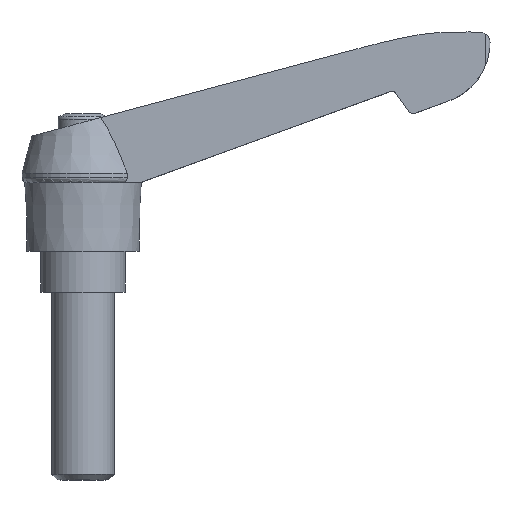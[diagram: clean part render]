
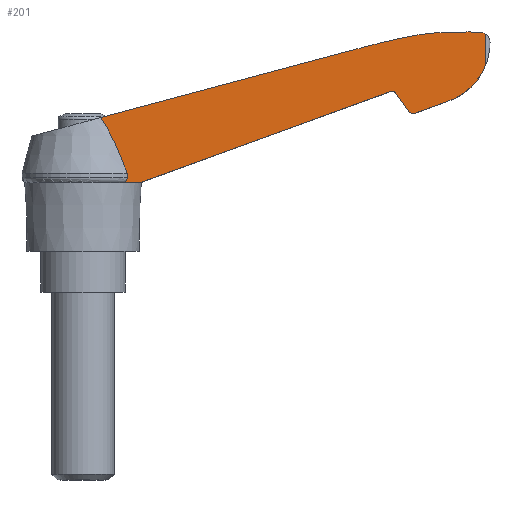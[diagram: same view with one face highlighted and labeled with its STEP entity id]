
A CAD part, top view. The second image highlights one B-rep face of the part: STEP entity #201.
In plain terms, the highlighted planar face has unit normal (0.034, 0, 0.999).
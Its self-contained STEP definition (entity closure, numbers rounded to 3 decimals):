
#201 = ADVANCED_FACE( '', ( #436 ), #437, .F. );
#436 = FACE_OUTER_BOUND( '', #702, .T. );
#437 = PLANE( '', #703 );
#702 = EDGE_LOOP( '', ( #1247, #1248, #1249, #1250, #1251, #1252, #1253, #1254, #1255, #1256, #1257, #1258, #1259, #1260, #1261, #1262 ) );
#703 = AXIS2_PLACEMENT_3D( '', #1263, #1264, #1265 );
#1247 = ORIENTED_EDGE( '', *, *, #1625, .F. );
#1248 = ORIENTED_EDGE( '', *, *, #1804, .T. );
#1249 = ORIENTED_EDGE( '', *, *, #1805, .F. );
#1250 = ORIENTED_EDGE( '', *, *, #1806, .F. );
#1251 = ORIENTED_EDGE( '', *, *, #1807, .T. );
#1252 = ORIENTED_EDGE( '', *, *, #1702, .F. );
#1253 = ORIENTED_EDGE( '', *, *, #1652, .F. );
#1254 = ORIENTED_EDGE( '', *, *, #1723, .F. );
#1255 = ORIENTED_EDGE( '', *, *, #1622, .F. );
#1256 = ORIENTED_EDGE( '', *, *, #1630, .F. );
#1257 = ORIENTED_EDGE( '', *, *, #1641, .F. );
#1258 = ORIENTED_EDGE( '', *, *, #1808, .F. );
#1259 = ORIENTED_EDGE( '', *, *, #1809, .F. );
#1260 = ORIENTED_EDGE( '', *, *, #1802, .F. );
#1261 = ORIENTED_EDGE( '', *, *, #1810, .F. );
#1262 = ORIENTED_EDGE( '', *, *, #1780, .F. );
#1263 = CARTESIAN_POINT( '', ( 0., 46.5, 6.943 ) );
#1264 = DIRECTION( '', ( -0.034, 0., -0.999 ) );
#1265 = DIRECTION( '', ( -0.999, 0., 0.034 ) );
#1622 = EDGE_CURVE( '', #1954, #1936, #1956, .T. );
#1625 = EDGE_CURVE( '', #1959, #1961, #1962, .T. );
#1630 = EDGE_CURVE( '', #1967, #1954, #1969, .T. );
#1641 = EDGE_CURVE( '', #1984, #1967, #1986, .T. );
#1652 = EDGE_CURVE( '', #2001, #1996, #2003, .T. );
#1702 = EDGE_CURVE( '', #1996, #2085, #2089, .T. );
#1723 = EDGE_CURVE( '', #1936, #2001, #2120, .T. );
#1780 = EDGE_CURVE( '', #1961, #2206, #2209, .T. );
#1802 = EDGE_CURVE( '', #2234, #2229, #2236, .T. );
#1804 = EDGE_CURVE( '', #1959, #2238, #2239, .T. );
#1805 = EDGE_CURVE( '', #2240, #2238, #2241, .T. );
#1806 = EDGE_CURVE( '', #2242, #2240, #2243, .T. );
#1807 = EDGE_CURVE( '', #2242, #2085, #2244, .T. );
#1808 = EDGE_CURVE( '', #2245, #1984, #2246, .T. );
#1809 = EDGE_CURVE( '', #2229, #2245, #2247, .T. );
#1810 = EDGE_CURVE( '', #2206, #2234, #2248, .T. );
#1936 = VERTEX_POINT( '', #2426 );
#1954 = VERTEX_POINT( '', #2466 );
#1956 = ELLIPSE( '', #2491, 10.006, 10. );
#1959 = VERTEX_POINT( '', #2494 );
#1961 = VERTEX_POINT( '', #2496 );
#1962 = LINE( '', #2497, #2498 );
#1967 = VERTEX_POINT( '', #2504 );
#1969 = LINE( '', #2515, #2516 );
#1984 = VERTEX_POINT( '', #2542 );
#1986 = ELLIPSE( '', #2545, 1.601, 1.6 );
#1996 = VERTEX_POINT( '', #2557 );
#2001 = VERTEX_POINT( '', #2563 );
#2003 = ELLIPSE( '', #2566, 1.001, 1. );
#2085 = VERTEX_POINT( '', #2671 );
#2089 = LINE( '', #2677, #2678 );
#2120 = LINE( '', #2735, #2736 );
#2206 = VERTEX_POINT( '', #2853 );
#2209 = B_SPLINE_CURVE_WITH_KNOTS( '', 3, ( #2865, #2866, #2867, #2868, #2869, #2870, #2871, #2872, #2873, #2874, #2875, #2876 ), .UNSPECIFIED., .F., .F., ( 4, 2, 2, 2, 2, 4 ), ( 0., 0.002, 0.005, 0.007, 0.009, 0.01 ), .UNSPECIFIED. );
#2229 = VERTEX_POINT( '', #2904 );
#2234 = VERTEX_POINT( '', #2910 );
#2236 = ELLIPSE( '', #2913, 141.08, 141. );
#2238 = VERTEX_POINT( '', #2915 );
#2239 = B_SPLINE_CURVE_WITH_KNOTS( '', 3, ( #2916, #2917, #2918, #2919, #2920, #2921 ), .UNSPECIFIED., .F., .F., ( 4, 2, 4 ), ( 0., 0.001, 0.001 ), .UNSPECIFIED. );
#2240 = VERTEX_POINT( '', #2922 );
#2241 = LINE( '', #2923, #2924 );
#2242 = VERTEX_POINT( '', #2925 );
#2243 = LINE( '', #2926, #2927 );
#2244 = ELLIPSE( '', #2928, 0.7, 0.7 );
#2245 = VERTEX_POINT( '', #2929 );
#2246 = ELLIPSE( '', #2930, 35.02, 35. );
#2247 = ELLIPSE( '', #2931, 35.02, 35. );
#2248 = LINE( '', #2932, #2933 );
#2426 = CARTESIAN_POINT( '', ( 57.9, 30.347, 4.99 ) );
#2466 = CARTESIAN_POINT( '', ( 64.324, 36.302, 4.773 ) );
#2491 = AXIS2_PLACEMENT_3D( '', #3091, #3092, #3093 );
#2494 = CARTESIAN_POINT( '', ( 7.079, 18.24, 6.704 ) );
#2496 = CARTESIAN_POINT( '', ( 7.079, 19., 6.704 ) );
#2497 = CARTESIAN_POINT( '', ( 7.079, 55.578, 6.704 ) );
#2498 = VECTOR( '', #3097, 1000. );
#2504 = CARTESIAN_POINT( '', ( 64.324, 41.207, 4.773 ) );
#2515 = CARTESIAN_POINT( '', ( 64.324, 46.5, 4.773 ) );
#2516 = VECTOR( '', #3102, 1000. );
#2542 = CARTESIAN_POINT( '', ( 63.6, 41.487, 4.797 ) );
#2545 = AXIS2_PLACEMENT_3D( '', #3115, #3116, #3117 );
#2557 = CARTESIAN_POINT( '', ( 51.927, 28.962, 5.191 ) );
#2563 = CARTESIAN_POINT( '', ( 53.088, 28.596, 5.152 ) );
#2566 = AXIS2_PLACEMENT_3D( '', #3131, #3132, #3133 );
#2671 = CARTESIAN_POINT( '', ( 49.953, 31.781, 5.258 ) );
#2677 = CARTESIAN_POINT( '', ( 49.903, 31.852, 5.259 ) );
#2678 = VECTOR( '', #3198, 1000. );
#2735 = CARTESIAN_POINT( '', ( 52.951, 28.546, 5.156 ) );
#2736 = VECTOR( '', #3222, 1000. );
#2853 = CARTESIAN_POINT( '', ( 2.77, 27.859, 6.849 ) );
#2865 = CARTESIAN_POINT( '', ( 7.079, 19., 6.704 ) );
#2866 = CARTESIAN_POINT( '', ( 6.787, 19.77, 6.714 ) );
#2867 = CARTESIAN_POINT( '', ( 6.487, 20.537, 6.724 ) );
#2868 = CARTESIAN_POINT( '', ( 5.863, 22.061, 6.745 ) );
#2869 = CARTESIAN_POINT( '', ( 5.539, 22.819, 6.756 ) );
#2870 = CARTESIAN_POINT( '', ( 4.854, 24.317, 6.779 ) );
#2871 = CARTESIAN_POINT( '', ( 4.492, 25.057, 6.791 ) );
#2872 = CARTESIAN_POINT( '', ( 3.899, 26.141, 6.811 ) );
#2873 = CARTESIAN_POINT( '', ( 3.693, 26.497, 6.818 ) );
#2874 = CARTESIAN_POINT( '', ( 3.254, 27.194, 6.833 ) );
#2875 = CARTESIAN_POINT( '', ( 3.022, 27.535, 6.841 ) );
#2876 = CARTESIAN_POINT( '', ( 2.77, 27.859, 6.849 ) );
#2904 = CARTESIAN_POINT( '', ( 53., 41., 5.155 ) );
#2910 = CARTESIAN_POINT( '', ( 43.4, 38.746, 5.479 ) );
#2913 = AXIS2_PLACEMENT_3D( '', #3321, #3322, #3323 );
#2915 = CARTESIAN_POINT( '', ( 6.456, 17.5, 6.725 ) );
#2916 = CARTESIAN_POINT( '', ( 7.079, 18.24, 6.704 ) );
#2917 = CARTESIAN_POINT( '', ( 7.06, 18.071, 6.705 ) );
#2918 = CARTESIAN_POINT( '', ( 6.979, 17.916, 6.707 ) );
#2919 = CARTESIAN_POINT( '', ( 6.752, 17.666, 6.715 ) );
#2920 = CARTESIAN_POINT( '', ( 6.61, 17.571, 6.72 ) );
#2921 = CARTESIAN_POINT( '', ( 6.456, 17.5, 6.725 ) );
#2922 = CARTESIAN_POINT( '', ( 9.2, 17.5, 6.633 ) );
#2923 = CARTESIAN_POINT( '', ( -0.095, 17.5, 6.946 ) );
#2924 = VECTOR( '', #3324, 1000. );
#2925 = CARTESIAN_POINT( '', ( 49.14, 32.037, 5.285 ) );
#2926 = CARTESIAN_POINT( '', ( 9.107, 17.466, 6.636 ) );
#2927 = VECTOR( '', #3325, 1000. );
#2928 = AXIS2_PLACEMENT_3D( '', #3326, #3327, #3328 );
#2929 = CARTESIAN_POINT( '', ( 59.7, 41.5, 4.929 ) );
#2930 = AXIS2_PLACEMENT_3D( '', #3329, #3330, #3331 );
#2931 = AXIS2_PLACEMENT_3D( '', #3332, #3333, #3334 );
#2932 = CARTESIAN_POINT( '', ( 43.266, 38.71, 5.483 ) );
#2933 = VECTOR( '', #3335, 1000. );
#3091 = CARTESIAN_POINT( '', ( 55., 39.917, 5.087 ) );
#3092 = DIRECTION( '', ( -0.034, 0., -0.999 ) );
#3093 = DIRECTION( '', ( 0.999, 0., -0.034 ) );
#3097 = DIRECTION( '', ( 0., 1., 0. ) );
#3102 = DIRECTION( '', ( 0., -1., 0. ) );
#3115 = CARTESIAN_POINT( '', ( 63.4, 39.9, 4.804 ) );
#3116 = DIRECTION( '', ( -0.034, 0., -0.999 ) );
#3117 = DIRECTION( '', ( 0.999, 0., -0.034 ) );
#3131 = CARTESIAN_POINT( '', ( 52.746, 29.535, 5.163 ) );
#3132 = DIRECTION( '', ( -0.034, 0., -0.999 ) );
#3133 = DIRECTION( '', ( 0.999, 0., -0.034 ) );
#3198 = DIRECTION( '', ( -0.573, 0.819, 0.019 ) );
#3222 = DIRECTION( '', ( -0.939, -0.342, 0.032 ) );
#3321 = CARTESIAN_POINT( '', ( 80.407, -97.311, 4.23 ) );
#3322 = DIRECTION( '', ( -0.034, 0., -0.999 ) );
#3323 = DIRECTION( '', ( 0.999, 0., -0.034 ) );
#3324 = DIRECTION( '', ( -0.999, 0., 0.034 ) );
#3325 = DIRECTION( '', ( -0.939, -0.342, 0.032 ) );
#3326 = CARTESIAN_POINT( '', ( 49.38, 31.379, 5.277 ) );
#3327 = DIRECTION( '', ( -0.034, 0., -0.999 ) );
#3328 = DIRECTION( '', ( 0.999, 0., -0.034 ) );
#3329 = CARTESIAN_POINT( '', ( 61.538, 6.548, 4.867 ) );
#3330 = DIRECTION( '', ( -0.034, 0., -0.999 ) );
#3331 = DIRECTION( '', ( 0.999, 0., -0.034 ) );
#3332 = CARTESIAN_POINT( '', ( 58.943, 6.508, 4.954 ) );
#3333 = DIRECTION( '', ( -0.034, 0., -0.999 ) );
#3334 = DIRECTION( '', ( 0.999, 0., -0.034 ) );
#3335 = DIRECTION( '', ( 0.965, 0.259, -0.033 ) );
